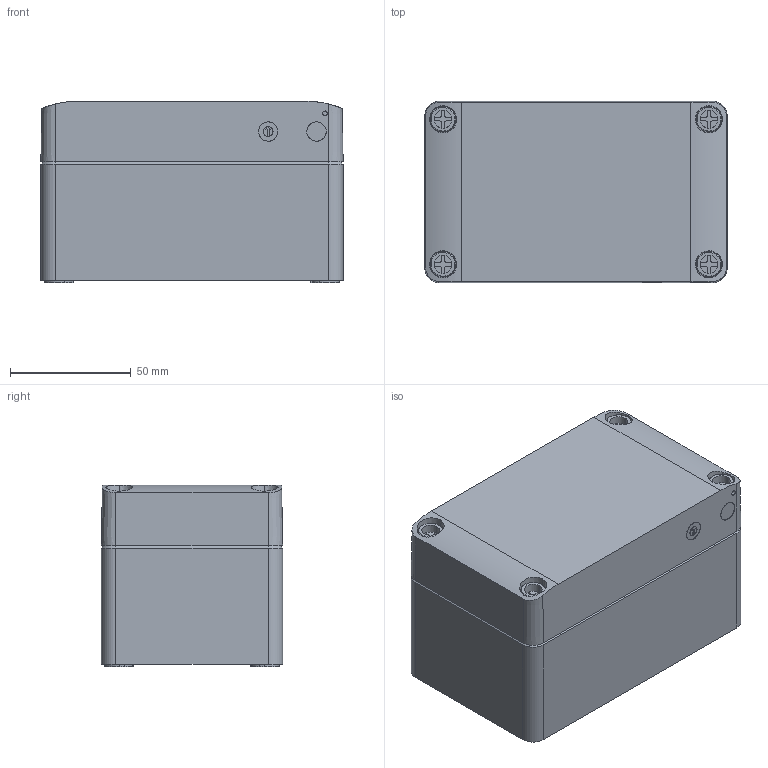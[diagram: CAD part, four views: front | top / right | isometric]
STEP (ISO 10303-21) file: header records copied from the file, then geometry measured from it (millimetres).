
FILE_DESCRIPTION(('CATIA V5R24 STEP','CAx-IF Rec.Pracs.--- Model Styling and Organization---1.2---2011-12-15'),'2;1');
FILE_NAME ('D1465041_0_9535180000_9535180000.stp','2018-09-18T05:24:15+00:00',('none'),('Weidmueller'),'CATIA Version 5-6 Release 2014 SP4 HF52','CATIA V5 STEP AP214','none');
FILE_SCHEMA(('AUTOMOTIVE_DESIGN { 1 0 10303 214 1 1 1 1 }'));
Length unit declared in the file: millimetre
Products named in the file (1): MPC_07-12-07_trsp
Bounding box: 125 x 75 x 75 mm (x, y, z)
Volume: 165315.3 mm3; surface area: 114765.5 mm2
Topology: 6 solids, 6 shells, 858 faces, 2163 edges, 1371 vertices
Faces by surface type: plane 371, cylinder 228, torus 132, cone 127
Entity records: 27232 total; most frequent: CARTESIAN_POINT 7416, ORIENTED_EDGE 4326, DIRECTION 3357, EDGE_CURVE 2163, AXIS2_PLACEMENT_3D 1525, VERTEX_POINT 1371, VECTOR 1105, LINE 1105
